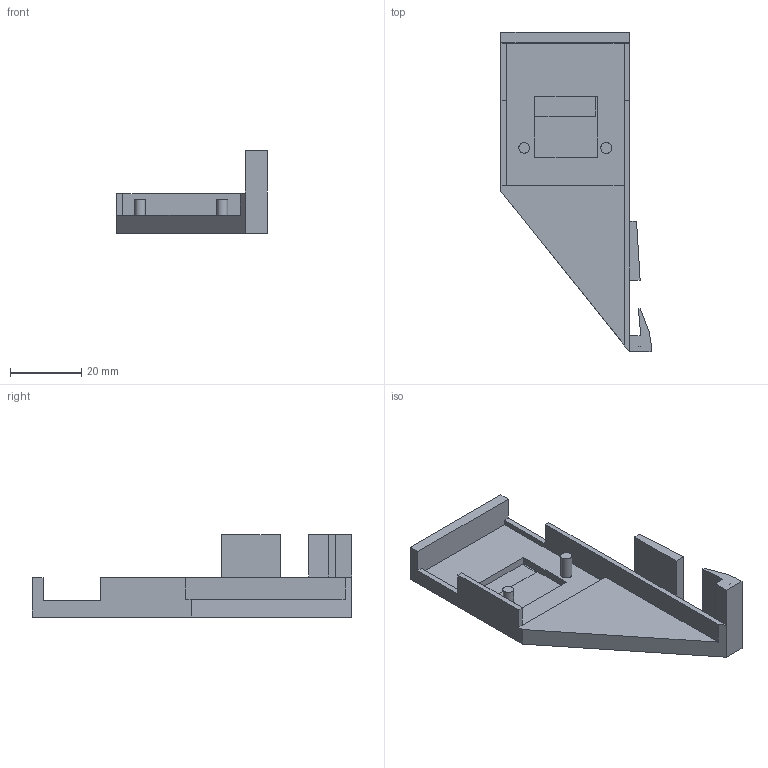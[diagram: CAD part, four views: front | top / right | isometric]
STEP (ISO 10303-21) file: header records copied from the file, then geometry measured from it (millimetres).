
FILE_DESCRIPTION(/* description */ (''),/* implementation_level */ '2;1');
FILE_NAME(/* name */ 'Open_AIR_Sensor_Housing_Duco_B.step',/* time_stamp */ '2024-04-27T11:32:09+02:00',/* author */ (''),/* organization */ (''),/* preprocessor_version */ 'ST-DEVELOPER v20',/* originating_system */ 'Autodesk Translation Framework v12.20.1.177',/* authorisation */ '');
FILE_SCHEMA (('AUTOMOTIVE_DESIGN { 1 0 10303 214 3 1 1 }'));
Length unit declared in the file: millimetre
Products named in the file (1): Open AIR RH Sensor Bottom
Bounding box: 42.06 x 89.5 x 23 mm (x, y, z)
Volume: 12195.4 mm3; surface area: 9506.7 mm2
Topology: 1 solids, 1 shells, 52 faces, 138 edges, 91 vertices
Faces by surface type: plane 50, cylinder 2
Full cylindrical faces by diameter (mm): 3.007 x1, 3.101 x1
Entity records: 1626 total; most frequent: CARTESIAN_POINT 282, ORIENTED_EDGE 276, DIRECTION 248, EDGE_CURVE 138, LINE 134, VECTOR 134, VERTEX_POINT 91, EDGE_LOOP 57
